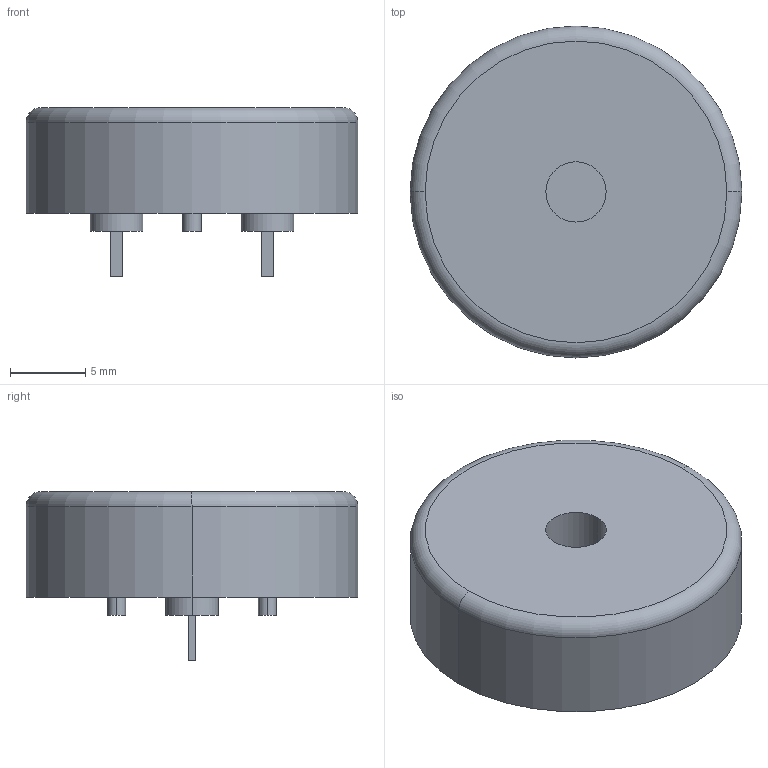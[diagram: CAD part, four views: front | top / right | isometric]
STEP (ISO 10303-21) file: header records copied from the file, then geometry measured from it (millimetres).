
FILE_DESCRIPTION (( 'STEP AP214' ), '1' );
FILE_NAME ('PKM22EPPH4002-B0.STEP', '2021-08-08T17:05:25', ( '' ), ( '' ), 'SwSTEP 2.0', 'SolidWorks 2020', '' );
FILE_SCHEMA (( 'AUTOMOTIVE_DESIGN' ));
Length unit declared in the file: millimetre
Products named in the file (1): PKM22EPPH4002-B0
Bounding box: 22 x 22 x 11.2 mm (x, y, z)
Volume: 2636.9 mm3; surface area: 1307.2 mm2
Topology: 3 solids, 3 shells, 33 faces, 64 edges, 42 vertices
Faces by surface type: plane 19, cylinder 12, torus 2
Entity records: 1023 total; most frequent: DIRECTION 160, CARTESIAN_POINT 140, ORIENTED_EDGE 128, EDGE_CURVE 64, AXIS2_PLACEMENT_3D 62, VERTEX_POINT 42, EDGE_LOOP 38, VECTOR 36
